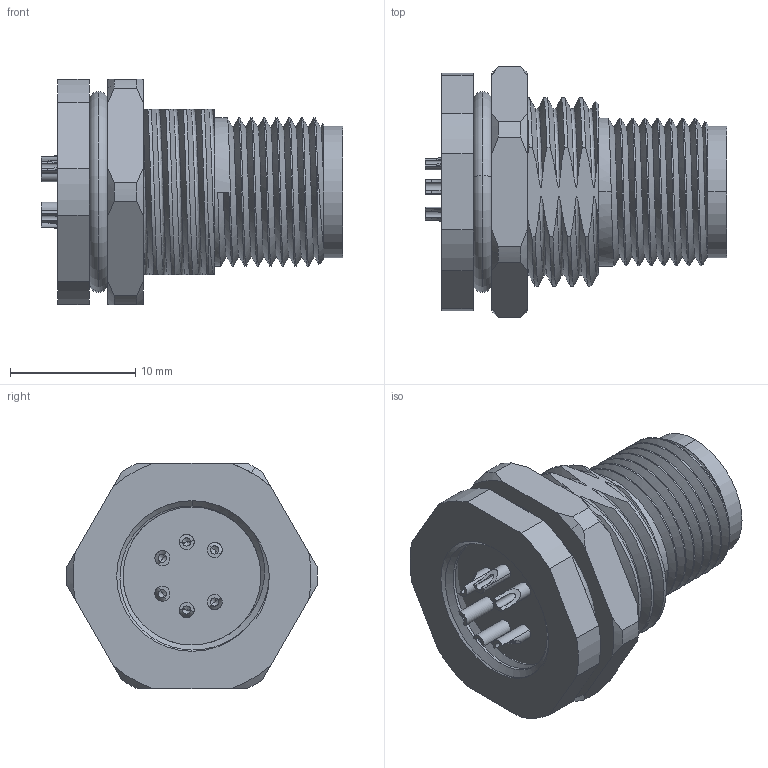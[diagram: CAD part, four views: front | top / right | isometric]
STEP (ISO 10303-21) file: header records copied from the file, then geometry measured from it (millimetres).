
FILE_DESCRIPTION (( 'STEP AP203' ), '1' );
FILE_NAME ('54-00197.STEP', '2023-04-18T16:12:10', ( '' ), ( '' ), 'SwSTEP 2.0', 'SolidWorks 2021', '' );
FILE_SCHEMA (( 'CONFIG_CONTROL_DESIGN' ));
Length unit declared in the file: millimetre
Products named in the file (6): 54-00197-03___; 54-00197-05___; 54-00197; 54-00197-04___; 54-00197-01___; 54-00197-02
Assembly tree (10 placements, depth 2):
  54-00197
    54-00197-01___
    54-00197-02
    54-00197-05___
    54-00197-04___
    54-00197-03___  x6
Bounding box: 24 x 19.99 x 18 mm (x, y, z)
Volume: 2868.4 mm3; surface area: 5358.8 mm2
Topology: 10 solids, 10 shells, 427 faces, 1028 edges, 645 vertices
Faces by surface type: cylinder 177, plane 84, cone 69, bspline 45, torus 40, sphere 12
Entity records: 22745 total; most frequent: CARTESIAN_POINT 16259, ORIENTED_EDGE 1332, DIRECTION 1059, EDGE_CURVE 666, VERTEX_POINT 435, AXIS2_PLACEMENT_3D 427, EDGE_LOOP 291, FACE_OUTER_BOUND 257
